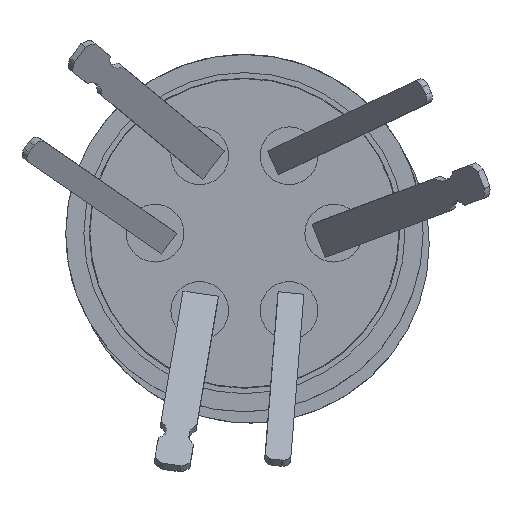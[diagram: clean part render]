
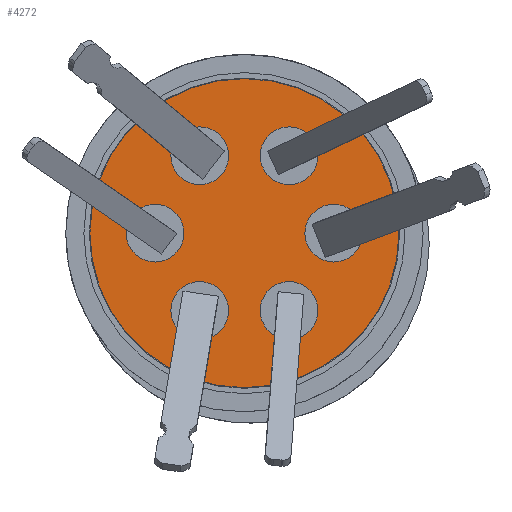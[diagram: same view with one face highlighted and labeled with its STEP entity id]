
A CAD part, left-side view. The second image highlights one B-rep face of the part: STEP entity #4272.
In plain terms, the highlighted planar face has unit normal (-1, 0, 0).
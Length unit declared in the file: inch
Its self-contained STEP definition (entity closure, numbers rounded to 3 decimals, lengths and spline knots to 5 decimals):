
#212 = VERTEX_POINT ( 'NONE', #11236 ) ;
#230 = VERTEX_POINT ( 'NONE', #11307 ) ;
#264 = VERTEX_POINT ( 'NONE', #11116 ) ;
#267 = VERTEX_POINT ( 'NONE', #11189 ) ;
#345 = VERTEX_POINT ( 'NONE', #11342 ) ;
#355 = VERTEX_POINT ( 'NONE', #11569 ) ;
#361 = VERTEX_POINT ( 'NONE', #11545 ) ;
#409 = VERTEX_POINT ( 'NONE', #11544 ) ;
#501 = VERTEX_POINT ( 'NONE', #11881 ) ;
#605 = VERTEX_POINT ( 'NONE', #11447 ) ;
#613 = VERTEX_POINT ( 'NONE', #11168 ) ;
#616 = VERTEX_POINT ( 'NONE', #11805 ) ;
#617 = VERTEX_POINT ( 'NONE', #11804 ) ;
#705 = VERTEX_POINT ( 'NONE', #11760 ) ;
#806 = EDGE_CURVE ( 'NONE', #267, #264, #9937, .T. ) ;
#1477 = CARTESIAN_POINT ( 'NONE',  ( -1.31, 0.02127, 0.03921 ) ) ;
#1478 = DIRECTION ( 'NONE',  ( 1., 0., 0. ) ) ;
#1479 = DIRECTION ( 'NONE',  ( 0., 1., 0. ) ) ;
#1480 = CARTESIAN_POINT ( 'NONE',  ( -1.31, -0.13498, 0.30985 ) ) ;
#1481 = DIRECTION ( 'NONE',  ( 1., 0., 0. ) ) ;
#1482 = DIRECTION ( 'NONE',  ( 0., 1., 0. ) ) ;
#1483 = CARTESIAN_POINT ( 'NONE',  ( -1.31, 0.17752, 0.30985 ) ) ;
#1484 = DIRECTION ( 'NONE',  ( 1., 0., 0. ) ) ;
#1485 = DIRECTION ( 'NONE',  ( 0., 1., 0. ) ) ;
#1486 = CARTESIAN_POINT ( 'NONE',  ( -1.31, 0.17752, -0.23142 ) ) ;
#1487 = DIRECTION ( 'NONE',  ( 1., 0., 0. ) ) ;
#1488 = DIRECTION ( 'NONE',  ( 0., 1., 0. ) ) ;
#1489 = CARTESIAN_POINT ( 'NONE',  ( -1.31, -0.13498, -0.23142 ) ) ;
#1490 = DIRECTION ( 'NONE',  ( 1., 0., 0. ) ) ;
#1491 = DIRECTION ( 'NONE',  ( 0., 1., 0. ) ) ;
#1492 = CARTESIAN_POINT ( 'NONE',  ( -1.31, 0.33377, 0.03921 ) ) ;
#1493 = DIRECTION ( 'NONE',  ( 1., 0., 0. ) ) ;
#1494 = DIRECTION ( 'NONE',  ( 0., 1., 0. ) ) ;
#1495 = CARTESIAN_POINT ( 'NONE',  ( -1.31, -0.29123, 0.03921 ) ) ;
#1496 = DIRECTION ( 'NONE',  ( 1., 0., 0. ) ) ;
#1497 = DIRECTION ( 'NONE',  ( 0., 1., 0. ) ) ;
#3724 = EDGE_CURVE ( 'NONE', #361, #409, #9140, .T. ) ;
#4110 = EDGE_CURVE ( 'NONE', #613, #616, #10573, .T. ) ;
#4272 = ADVANCED_FACE ( 'NONE', ( #13387, #13389, #13391, #13393, #13386, #13388, #13390 ), #13395, .T. ) ;
#4368 = EDGE_CURVE ( 'NONE', #355, #345, #4888, .T. ) ;
#4375 = EDGE_CURVE ( 'NONE', #605, #501, #4897, .T. ) ;
#4777 = AXIS2_PLACEMENT_3D ( 'NONE', #13394, #13396, #13397 ) ;
#4888 = CIRCLE ( 'NONE', #4892, 0.101 ) ;
#4892 = AXIS2_PLACEMENT_3D ( 'NONE', #13865, #13866, #13867 ) ;
#4897 = CIRCLE ( 'NONE', #4901, 0.101 ) ;
#4901 = AXIS2_PLACEMENT_3D ( 'NONE', #13903, #13904, #13905 ) ;
#5593 = CIRCLE ( 'NONE', #5606, 0.101 ) ;
#5597 = CIRCLE ( 'NONE', #5600, 0.5405 ) ;
#5599 = CIRCLE ( 'NONE', #5602, 0.101 ) ;
#5600 = AXIS2_PLACEMENT_3D ( 'NONE', #1477, #1478, #1479 ) ;
#5601 = CIRCLE ( 'NONE', #5604, 0.101 ) ;
#5602 = AXIS2_PLACEMENT_3D ( 'NONE', #1480, #1481, #1482 ) ;
#5604 = AXIS2_PLACEMENT_3D ( 'NONE', #1483, #1484, #1485 ) ;
#5605 = CIRCLE ( 'NONE', #5608, 0.101 ) ;
#5606 = AXIS2_PLACEMENT_3D ( 'NONE', #1486, #1487, #1488 ) ;
#5607 = CIRCLE ( 'NONE', #5610, 0.101 ) ;
#5608 = AXIS2_PLACEMENT_3D ( 'NONE', #1489, #1490, #1491 ) ;
#5609 = CIRCLE ( 'NONE', #5612, 0.101 ) ;
#5610 = AXIS2_PLACEMENT_3D ( 'NONE', #1492, #1493, #1494 ) ;
#5612 = AXIS2_PLACEMENT_3D ( 'NONE', #1495, #1496, #1497 ) ;
#7522 = EDGE_LOOP ( 'NONE', ( #9128, #9130 ) ) ;
#7545 = EDGE_LOOP ( 'NONE', ( #10095, #9125 ) ) ;
#7547 = EDGE_LOOP ( 'NONE', ( #10106, #10027 ) ) ;
#7555 = EDGE_LOOP ( 'NONE', ( #10067, #10056 ) ) ;
#7558 = EDGE_LOOP ( 'NONE', ( #9132, #9137 ) ) ;
#7559 = EDGE_LOOP ( 'NONE', ( #9146, #9150 ) ) ;
#7561 = EDGE_LOOP ( 'NONE', ( #9141, #9143 ) ) ;
#9125 = ORIENTED_EDGE ( 'NONE', *, *, #16842, .T. ) ;
#9128 = ORIENTED_EDGE ( 'NONE', *, *, #3724, .F. ) ;
#9130 = ORIENTED_EDGE ( 'NONE', *, *, #16839, .F. ) ;
#9132 = ORIENTED_EDGE ( 'NONE', *, *, #806, .T. ) ;
#9131 = AXIS2_PLACEMENT_3D ( 'NONE', #18981, #18982, #18983 ) ;
#9137 = ORIENTED_EDGE ( 'NONE', *, *, #16843, .T. ) ;
#9140 = CIRCLE ( 'NONE', #9131, 0.5405 ) ;
#9141 = ORIENTED_EDGE ( 'NONE', *, *, #4110, .T. ) ;
#9143 = ORIENTED_EDGE ( 'NONE', *, *, #16844, .T. ) ;
#9146 = ORIENTED_EDGE ( 'NONE', *, *, #17884, .T. ) ;
#9150 = ORIENTED_EDGE ( 'NONE', *, *, #16845, .T. ) ;
#9879 = AXIS2_PLACEMENT_3D ( 'NONE', #11446, #11660, #10860 ) ;
#9937 = CIRCLE ( 'NONE', #9879, 0.101 ) ;
#10027 = ORIENTED_EDGE ( 'NONE', *, *, #16841, .T. ) ;
#10056 = ORIENTED_EDGE ( 'NONE', *, *, #16840, .T. ) ;
#10067 = ORIENTED_EDGE ( 'NONE', *, *, #4375, .T. ) ;
#10095 = ORIENTED_EDGE ( 'NONE', *, *, #4368, .T. ) ;
#10106 = ORIENTED_EDGE ( 'NONE', *, *, #17898, .T. ) ;
#10573 = CIRCLE ( 'NONE', #10576, 0.101 ) ;
#10576 = AXIS2_PLACEMENT_3D ( 'NONE', #15046, #15047, #15048 ) ;
#10860 = DIRECTION ( 'NONE',  ( 0., 1., 0. ) ) ;
#11116 = CARTESIAN_POINT ( 'NONE',  ( -1.31, -0.23598, -0.23142 ) ) ;
#11168 = CARTESIAN_POINT ( 'NONE',  ( -1.31, 0.43477, 0.03921 ) ) ;
#11189 = CARTESIAN_POINT ( 'NONE',  ( -1.31, -0.03398, -0.23142 ) ) ;
#11236 = CARTESIAN_POINT ( 'NONE',  ( -1.31, 0.07652, 0.30985 ) ) ;
#11307 = CARTESIAN_POINT ( 'NONE',  ( -1.31, -0.19023, 0.03921 ) ) ;
#11342 = CARTESIAN_POINT ( 'NONE',  ( -1.31, 0.07652, -0.23142 ) ) ;
#11446 = CARTESIAN_POINT ( 'NONE',  ( -1.31, -0.13498, -0.23142 ) ) ;
#11447 = CARTESIAN_POINT ( 'NONE',  ( -1.31, -0.03398, 0.30985 ) ) ;
#11544 = CARTESIAN_POINT ( 'NONE',  ( -1.31, -0.51923, 0.03921 ) ) ;
#11545 = CARTESIAN_POINT ( 'NONE',  ( -1.31, 0.56177, 0.03921 ) ) ;
#11569 = CARTESIAN_POINT ( 'NONE',  ( -1.31, 0.27852, -0.23142 ) ) ;
#11660 = DIRECTION ( 'NONE',  ( 1., 0., 0. ) ) ;
#11760 = CARTESIAN_POINT ( 'NONE',  ( -1.31, -0.39223, 0.03921 ) ) ;
#11804 = CARTESIAN_POINT ( 'NONE',  ( -1.31, 0.27852, 0.30985 ) ) ;
#11805 = CARTESIAN_POINT ( 'NONE',  ( -1.31, 0.23277, 0.03921 ) ) ;
#11881 = CARTESIAN_POINT ( 'NONE',  ( -1.31, -0.23598, 0.30985 ) ) ;
#12116 = AXIS2_PLACEMENT_3D ( 'NONE', #12461, #12462, #12463 ) ;
#12118 = CIRCLE ( 'NONE', #12116, 0.101 ) ;
#12138 = AXIS2_PLACEMENT_3D ( 'NONE', #12417, #12418, #12419 ) ;
#12143 = CIRCLE ( 'NONE', #12138, 0.101 ) ;
#12417 = CARTESIAN_POINT ( 'NONE',  ( -1.31, -0.29123, 0.03921 ) ) ;
#12418 = DIRECTION ( 'NONE',  ( 1., 0., 0. ) ) ;
#12419 = DIRECTION ( 'NONE',  ( 0., 1., 0. ) ) ;
#12461 = CARTESIAN_POINT ( 'NONE',  ( -1.31, 0.17752, 0.30985 ) ) ;
#12462 = DIRECTION ( 'NONE',  ( 1., 0., 0. ) ) ;
#12463 = DIRECTION ( 'NONE',  ( 0., 1., 0. ) ) ;
#13386 = FACE_BOUND ( 'NONE', #7558, .T. ) ;
#13387 = FACE_BOUND ( 'NONE', #7555, .T. ) ;
#13388 = FACE_BOUND ( 'NONE', #7561, .T. ) ;
#13389 = FACE_BOUND ( 'NONE', #7547, .T. ) ;
#13390 = FACE_BOUND ( 'NONE', #7559, .T. ) ;
#13391 = FACE_BOUND ( 'NONE', #7545, .T. ) ;
#13393 = FACE_OUTER_BOUND ( 'NONE', #7522, .T. ) ;
#13394 = CARTESIAN_POINT ( 'NONE',  ( -1.31, 0.02127, 0.03921 ) ) ;
#13395 = PLANE ( 'NONE',  #4777 ) ;
#13396 = DIRECTION ( 'NONE',  ( -1., 0., 0. ) ) ;
#13397 = DIRECTION ( 'NONE',  ( 0., -1., 0. ) ) ;
#13865 = CARTESIAN_POINT ( 'NONE',  ( -1.31, 0.17752, -0.23142 ) ) ;
#13866 = DIRECTION ( 'NONE',  ( 1., 0., 0. ) ) ;
#13867 = DIRECTION ( 'NONE',  ( 0., 1., 0. ) ) ;
#13903 = CARTESIAN_POINT ( 'NONE',  ( -1.31, -0.13498, 0.30985 ) ) ;
#13904 = DIRECTION ( 'NONE',  ( 1., 0., 0. ) ) ;
#13905 = DIRECTION ( 'NONE',  ( 0., 1., 0. ) ) ;
#15046 = CARTESIAN_POINT ( 'NONE',  ( -1.31, 0.33377, 0.03921 ) ) ;
#15047 = DIRECTION ( 'NONE',  ( 1., 0., 0. ) ) ;
#15048 = DIRECTION ( 'NONE',  ( 0., 1., 0. ) ) ;
#16839 = EDGE_CURVE ( 'NONE', #409, #361, #5597, .T. ) ;
#16840 = EDGE_CURVE ( 'NONE', #501, #605, #5599, .T. ) ;
#16841 = EDGE_CURVE ( 'NONE', #212, #617, #5601, .T. ) ;
#16842 = EDGE_CURVE ( 'NONE', #345, #355, #5593, .T. ) ;
#16843 = EDGE_CURVE ( 'NONE', #264, #267, #5605, .T. ) ;
#16844 = EDGE_CURVE ( 'NONE', #616, #613, #5607, .T. ) ;
#16845 = EDGE_CURVE ( 'NONE', #705, #230, #5609, .T. ) ;
#17884 = EDGE_CURVE ( 'NONE', #230, #705, #12143, .T. ) ;
#17898 = EDGE_CURVE ( 'NONE', #617, #212, #12118, .T. ) ;
#18981 = CARTESIAN_POINT ( 'NONE',  ( -1.31, 0.02127, 0.03921 ) ) ;
#18982 = DIRECTION ( 'NONE',  ( 1., 0., 0. ) ) ;
#18983 = DIRECTION ( 'NONE',  ( 0., 1., 0. ) ) ;
